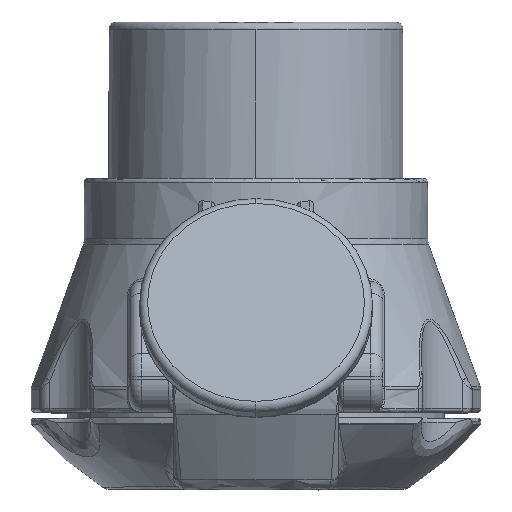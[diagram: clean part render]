
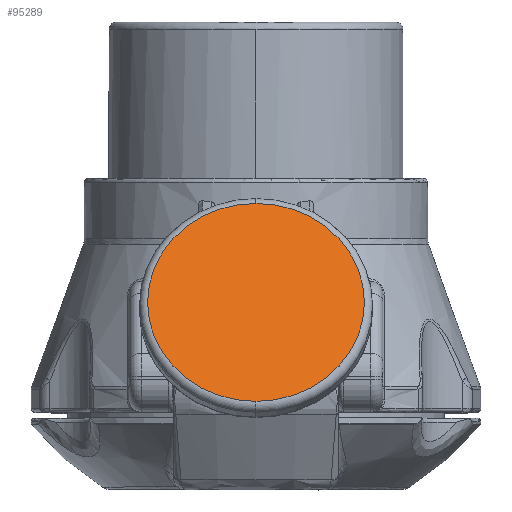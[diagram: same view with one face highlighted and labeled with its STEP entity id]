
A CAD part, top view. The second image highlights one B-rep face of the part: STEP entity #95289.
In plain terms, the highlighted planar face has unit normal (0, 0.407, 0.913).
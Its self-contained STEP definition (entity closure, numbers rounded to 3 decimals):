
#35133=CARTESIAN_POINT('',(0.,16.37,50.29));
#35134=DIRECTION('',(0.,0.407,0.914));
#35135=DIRECTION('',(0.,0.914,-0.407));
#35136=AXIS2_PLACEMENT_3D('',#35133,#35134,#35135);
#35148=CARTESIAN_POINT('',(0.,16.37,50.29));
#35149=DIRECTION('',(0.,0.407,0.914));
#35150=DIRECTION('',(0.,-0.914,0.407));
#35151=AXIS2_PLACEMENT_3D('',#35148,#35149,#35150);
#37034=CARTESIAN_POINT('',(0.,4.265,55.679));
#37035=CARTESIAN_POINT('',(0.,28.474,
44.9));
#37036=VERTEX_POINT('',#37034);
#37037=VERTEX_POINT('',#37035);
#95279=CARTESIAN_POINT('',(0.,21.394,48.052));
#95280=DIRECTION('',(0.,0.407,0.914));
#95281=DIRECTION('',(0.,-0.914,0.407));
#95282=AXIS2_PLACEMENT_3D('',#95279,#95280,#95281);
#95283=PLANE('',#95282);
#95285=ORIENTED_EDGE('',*,*,#95284,.F.);
#95286=ORIENTED_EDGE('',*,*,#95269,.F.);
#95287=EDGE_LOOP('',(#95285,#95286));
#95288=FACE_OUTER_BOUND('',#95287,.F.);
#95289=ADVANCED_FACE('',(#95288),#95283,.T.);
#35137=CIRCLE('',#35136,13.25);
#35152=CIRCLE('',#35151,13.25);
#95269=EDGE_CURVE('',#37037,#37036,#35137,.T.);
#95284=EDGE_CURVE('',#37036,#37037,#35152,.T.);
